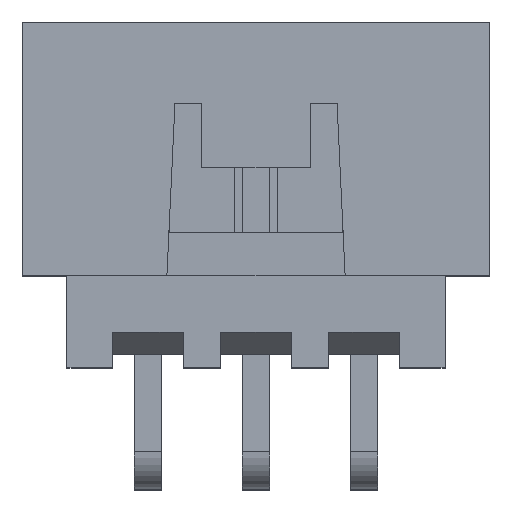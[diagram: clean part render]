
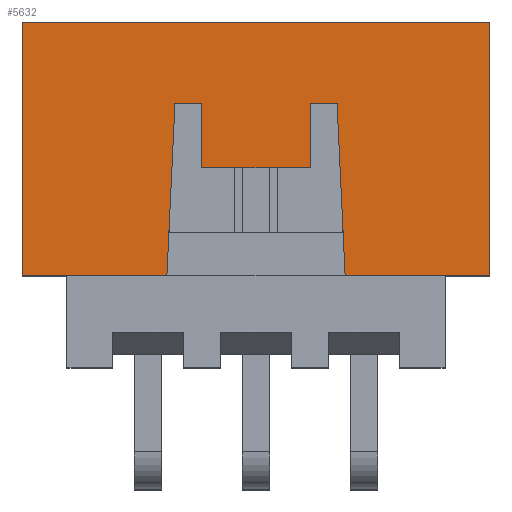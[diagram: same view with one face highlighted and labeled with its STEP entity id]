
A CAD part, top view. The second image highlights one B-rep face of the part: STEP entity #5632.
In plain terms, the highlighted planar face has unit normal (0, 0, 1).
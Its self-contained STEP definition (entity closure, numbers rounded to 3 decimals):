
#1813=DIRECTION('',(-1.,0.,0.));
#1814=VECTOR('',#1813,0.5);
#1815=CARTESIAN_POINT('',(-1.,1.7,3.15));
#1816=LINE('',#1815,#1814);
#1817=DIRECTION('',(-0.047,-0.999,0.));
#1818=VECTOR('',#1817,3.204);
#1819=CARTESIAN_POINT('',(-1.5,1.7,3.15));
#1820=LINE('',#1819,#1818);
#1821=DIRECTION('',(1.,0.,0.));
#1822=VECTOR('',#1821,2.675);
#1823=CARTESIAN_POINT('',(-4.325,-1.5,3.15));
#1824=LINE('',#1823,#1822);
#1825=DIRECTION('',(0.,-1.,0.));
#1826=VECTOR('',#1825,4.7);
#1827=CARTESIAN_POINT('',(-4.325,3.2,3.15));
#1828=LINE('',#1827,#1826);
#1829=DIRECTION('',(-1.,0.,0.));
#1830=VECTOR('',#1829,8.65);
#1831=CARTESIAN_POINT('',(4.325,3.2,3.15));
#1832=LINE('',#1831,#1830);
#1833=DIRECTION('',(0.,1.,0.));
#1834=VECTOR('',#1833,4.7);
#1835=CARTESIAN_POINT('',(4.325,-1.5,3.15));
#1836=LINE('',#1835,#1834);
#1837=DIRECTION('',(1.,0.,0.));
#1838=VECTOR('',#1837,2.675);
#1839=CARTESIAN_POINT('',(1.65,-1.5,3.15));
#1840=LINE('',#1839,#1838);
#1841=DIRECTION('',(-0.047,0.999,0.));
#1842=VECTOR('',#1841,3.204);
#1843=CARTESIAN_POINT('',(1.65,-1.5,3.15));
#1844=LINE('',#1843,#1842);
#1845=DIRECTION('',(-1.,0.,0.));
#1846=VECTOR('',#1845,0.5);
#1847=CARTESIAN_POINT('',(1.5,1.7,3.15));
#1848=LINE('',#1847,#1846);
#1849=DIRECTION('',(0.,-1.,0.));
#1850=VECTOR('',#1849,1.2);
#1851=CARTESIAN_POINT('',(1.,1.7,3.15));
#1852=LINE('',#1851,#1850);
#1853=DIRECTION('',(-1.,0.,0.));
#1854=VECTOR('',#1853,2.);
#1855=CARTESIAN_POINT('',(1.,0.5,3.15));
#1856=LINE('',#1855,#1854);
#1857=DIRECTION('',(0.,1.,0.));
#1858=VECTOR('',#1857,1.2);
#1859=CARTESIAN_POINT('',(-1.,0.5,3.15));
#1860=LINE('',#1859,#1858);
#2289=CARTESIAN_POINT('',(4.325,3.2,3.15));
#2290=CARTESIAN_POINT('',(-4.325,3.2,3.15));
#2291=VERTEX_POINT('',#2289);
#2292=VERTEX_POINT('',#2290);
#2313=CARTESIAN_POINT('',(-4.325,-1.5,3.15));
#2314=VERTEX_POINT('',#2313);
#2315=CARTESIAN_POINT('',(4.325,-1.5,3.15));
#2316=VERTEX_POINT('',#2315);
#2453=CARTESIAN_POINT('',(-1.,1.7,3.15));
#2454=CARTESIAN_POINT('',(-1.5,1.7,3.15));
#2455=VERTEX_POINT('',#2453);
#2456=VERTEX_POINT('',#2454);
#2457=CARTESIAN_POINT('',(-1.65,-1.5,3.15));
#2458=VERTEX_POINT('',#2457);
#2459=CARTESIAN_POINT('',(1.65,-1.5,3.15));
#2460=CARTESIAN_POINT('',(1.5,1.7,3.15));
#2461=VERTEX_POINT('',#2459);
#2462=VERTEX_POINT('',#2460);
#2463=CARTESIAN_POINT('',(1.,1.7,3.15));
#2464=VERTEX_POINT('',#2463);
#2477=CARTESIAN_POINT('',(1.,0.5,3.15));
#2478=VERTEX_POINT('',#2477);
#2479=CARTESIAN_POINT('',(-1.,0.5,3.15));
#2480=VERTEX_POINT('',#2479);
#5607=CARTESIAN_POINT('',(0.,0.,3.15));
#5608=DIRECTION('',(0.,0.,1.));
#5609=DIRECTION('',(1.,0.,0.));
#5610=AXIS2_PLACEMENT_3D('',#5607,#5608,#5609);
#5611=PLANE('',#5610);
#5613=ORIENTED_EDGE('',*,*,#5612,.T.);
#5614=ORIENTED_EDGE('',*,*,#5594,.T.);
#5615=ORIENTED_EDGE('',*,*,#5565,.F.);
#5616=ORIENTED_EDGE('',*,*,#3034,.F.);
#5617=ORIENTED_EDGE('',*,*,#3089,.F.);
#5618=ORIENTED_EDGE('',*,*,#3114,.F.);
#5619=ORIENTED_EDGE('',*,*,#5560,.F.);
#5621=ORIENTED_EDGE('',*,*,#5620,.T.);
#5623=ORIENTED_EDGE('',*,*,#5622,.T.);
#5625=ORIENTED_EDGE('',*,*,#5624,.T.);
#5627=ORIENTED_EDGE('',*,*,#5626,.T.);
#5629=ORIENTED_EDGE('',*,*,#5628,.T.);
#5630=EDGE_LOOP('',(#5613,#5614,#5615,#5616,#5617,#5618,#5619,#5621,#5623,#5625,
#5627,#5629));
#5631=FACE_OUTER_BOUND('',#5630,.F.);
#5632=ADVANCED_FACE('',(#5631),#5611,.T.);
#3034=EDGE_CURVE('',#2292,#2314,#1828,.T.);
#3089=EDGE_CURVE('',#2291,#2292,#1832,.T.);
#3114=EDGE_CURVE('',#2316,#2291,#1836,.T.);
#5560=EDGE_CURVE('',#2461,#2316,#1840,.T.);
#5565=EDGE_CURVE('',#2314,#2458,#1824,.T.);
#5594=EDGE_CURVE('',#2456,#2458,#1820,.T.);
#5612=EDGE_CURVE('',#2455,#2456,#1816,.T.);
#5620=EDGE_CURVE('',#2461,#2462,#1844,.T.);
#5622=EDGE_CURVE('',#2462,#2464,#1848,.T.);
#5624=EDGE_CURVE('',#2464,#2478,#1852,.T.);
#5626=EDGE_CURVE('',#2478,#2480,#1856,.T.);
#5628=EDGE_CURVE('',#2480,#2455,#1860,.T.);
